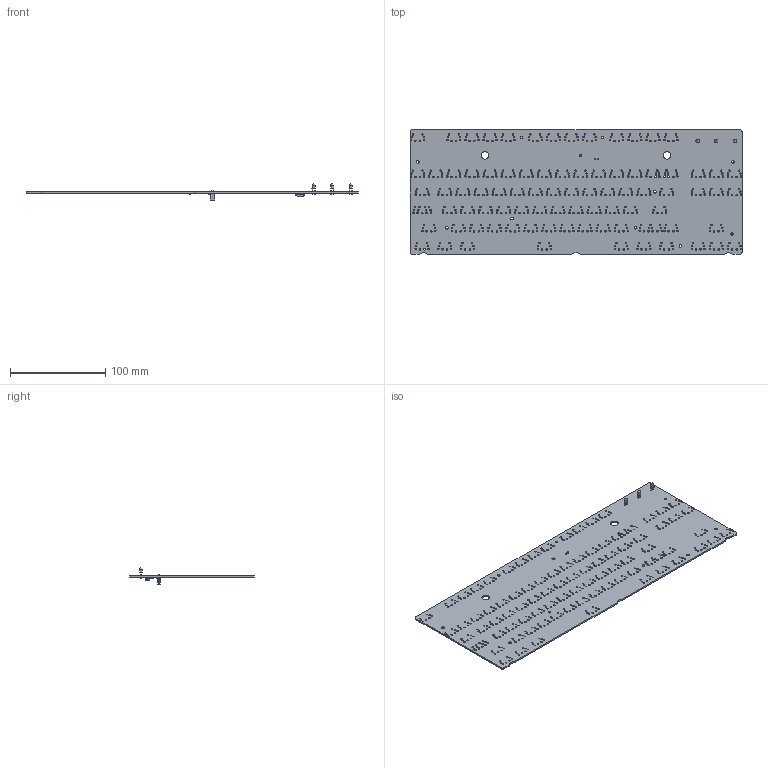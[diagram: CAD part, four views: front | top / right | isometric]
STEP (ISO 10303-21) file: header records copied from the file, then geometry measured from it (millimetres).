
FILE_DESCRIPTION(('KiCad electronic assembly'),'2;1');
FILE_NAME('NCR80 ALPS SKFL.step','2024-08-25T17:03:42',('Pcbnew'),( 'Kicad'),'Open CASCADE STEP processor 7.8','KiCad to STEP converter' ,'Unknown');
FILE_SCHEMA(('AUTOMOTIVE_DESIGN { 1 0 10303 214 1 1 1 1 }'));
Length unit declared in the file: millimetre
Products named in the file (20): NCR80 ALPS SKFL 1; LED_D3.0mm; C_0402_1005Metric; R_0603_1608Metric; Fuse_1206_3216Metric; Molex_PicoBlade_53261-0471_1x04-1MP_P1.25mm_Horizontal; Molex_53261_0471; PinSocket_1x02_P2.54mm_Vertical; PinSocket_1x02_P254mm_Vertical; SOT-23; SOT_23; R_0402_1005Metric; Resonator_SMD_Murata_CSTxExxV-3Pin_3.0x1.1mm; muRata_CSTxExxV; _autosave-NCR80 ALPS SKFL_PCB
Assembly tree (41 placements, depth 3):
  NCR80 ALPS SKFL 1
    LED_D3.0mm  x3
      LED_D3.0mm
    C_0402_1005Metric  x15
      C_0402_1005Metric
    R_0603_1608Metric  x5
      R_0603_1608Metric
    Fuse_1206_3216Metric
      Fuse_1206_3216Metric
    Molex_PicoBlade_53261-0471_1x04-1MP_P1.25mm_Horizontal
      Molex_53261_0471
    PinSocket_1x02_P2.54mm_Vertical
      PinSocket_1x02_P254mm_Vertical
    SOT-23
      SOT_23
    R_0402_1005Metric  x3
      R_0402_1005Metric
    Resonator_SMD_Murata_CSTxExxV-3Pin_3.0x1.1mm
      muRata_CSTxExxV
    _autosave-NCR80 ALPS SKFL_PCB
Bounding box: 349.42 x 130.96 x 17 mm (x, y, z)
Volume: 71278.4 mm3; surface area: 96472.2 mm2
Topology: 32 solids, 32 shells, 1896 faces, 5199 edges, 3416 vertices
Faces by surface type: cylinder 1040, plane 826, bspline 27, sphere 3
Full cylindrical faces by diameter (mm): 0.35 x9, 0.9 x6, 1 x2, 1.4 x346, 1.5 x168, 1.6 x166, 2.7 x10, 3 x3, 8 x2
Entity records: 50341 total; most frequent: DIRECTION 7983, CARTESIAN_POINT 7614, ORIENTED_EDGE 7420, EDGE_CURVE 3710, AXIS2_PLACEMENT_3D 2974, FACE_BOUND 2779, EDGE_LOOP 2779, VERTEX_POINT 2433
